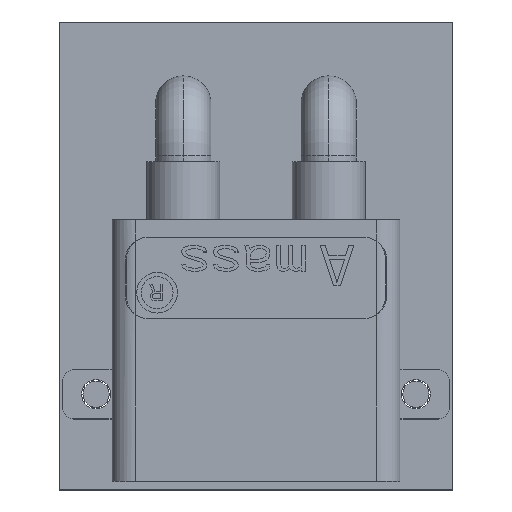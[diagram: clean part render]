
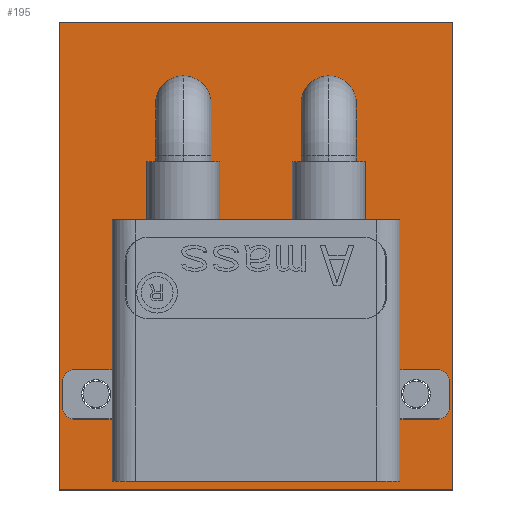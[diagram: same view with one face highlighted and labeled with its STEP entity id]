
A CAD part, top view. The second image highlights one B-rep face of the part: STEP entity #195.
In plain terms, the highlighted planar face has unit normal (0, 0, 1).
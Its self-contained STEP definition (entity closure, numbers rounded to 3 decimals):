
#39 = VERTEX_POINT('',#40);
#40 = CARTESIAN_POINT('',(-509.05,125.937,1.6
    ));
#46 = EDGE_CURVE('',#39,#47,#49,.T.);
#47 = VERTEX_POINT('',#48);
#48 = CARTESIAN_POINT('',(-495.522,125.937,1.6
    ));
#49 = LINE('',#50,#51);
#50 = CARTESIAN_POINT('',(-509.05,125.937,1.6
    ));
#51 = VECTOR('',#52,1.);
#52 = DIRECTION('',(1.,0.,0.));
#79 = VERTEX_POINT('',#80);
#80 = CARTESIAN_POINT('',(-509.05,109.846,1.6
    ));
#86 = EDGE_CURVE('',#79,#39,#87,.T.);
#87 = LINE('',#88,#89);
#88 = CARTESIAN_POINT('',(-509.05,109.846,1.6
    ));
#89 = VECTOR('',#90,1.);
#90 = DIRECTION('',(0.,1.,0.));
#108 = EDGE_CURVE('',#47,#109,#111,.T.);
#109 = VERTEX_POINT('',#110);
#110 = CARTESIAN_POINT('',(-495.522,109.846,
    1.6));
#111 = LINE('',#112,#113);
#112 = CARTESIAN_POINT('',(-495.522,125.937,
    1.6));
#113 = VECTOR('',#114,1.);
#114 = DIRECTION('',(0.,-1.,0.));
#195 = ADVANCED_FACE('',(#196,#207,#218,#229,#240),#251,.F.);
#196 = FACE_BOUND('',#197,.F.);
#197 = EDGE_LOOP('',(#198,#199,#200,#206));
#198 = ORIENTED_EDGE('',*,*,#46,.T.);
#199 = ORIENTED_EDGE('',*,*,#108,.T.);
#200 = ORIENTED_EDGE('',*,*,#201,.T.);
#201 = EDGE_CURVE('',#109,#79,#202,.T.);
#202 = LINE('',#203,#204);
#203 = CARTESIAN_POINT('',(-495.522,109.846,
    1.6));
#204 = VECTOR('',#205,1.);
#205 = DIRECTION('',(-1.,0.,0.));
#206 = ORIENTED_EDGE('',*,*,#86,.T.);
#207 = FACE_BOUND('',#208,.F.);
#208 = EDGE_LOOP('',(#209));
#209 = ORIENTED_EDGE('',*,*,#210,.T.);
#210 = EDGE_CURVE('',#211,#211,#213,.T.);
#211 = VERTEX_POINT('',#212);
#212 = CARTESIAN_POINT('',(-496.236,113.11,
    1.6));
#213 = CIRCLE('',#214,0.55);
#214 = AXIS2_PLACEMENT_3D('',#215,#216,#217);
#215 = CARTESIAN_POINT('',(-496.786,113.11,
    1.6));
#216 = DIRECTION('',(0.,0.,1.));
#217 = DIRECTION('',(1.,0.,-0.));
#218 = FACE_BOUND('',#219,.F.);
#219 = EDGE_LOOP('',(#220));
#220 = ORIENTED_EDGE('',*,*,#221,.T.);
#221 = EDGE_CURVE('',#222,#222,#224,.T.);
#222 = VERTEX_POINT('',#223);
#223 = CARTESIAN_POINT('',(-507.236,113.11,
    1.6));
#224 = CIRCLE('',#225,0.55);
#225 = AXIS2_PLACEMENT_3D('',#226,#227,#228);
#226 = CARTESIAN_POINT('',(-507.786,113.11,
    1.6));
#227 = DIRECTION('',(0.,0.,1.));
#228 = DIRECTION('',(1.,0.,-0.));
#229 = FACE_BOUND('',#230,.F.);
#230 = EDGE_LOOP('',(#231));
#231 = ORIENTED_EDGE('',*,*,#232,.T.);
#232 = EDGE_CURVE('',#233,#233,#235,.T.);
#233 = VERTEX_POINT('',#234);
#234 = CARTESIAN_POINT('',(-498.886,123.11,
    1.6));
#235 = CIRCLE('',#236,0.9);
#236 = AXIS2_PLACEMENT_3D('',#237,#238,#239);
#237 = CARTESIAN_POINT('',(-499.786,123.11,
    1.6));
#238 = DIRECTION('',(0.,0.,1.));
#239 = DIRECTION('',(1.,0.,-0.));
#240 = FACE_BOUND('',#241,.F.);
#241 = EDGE_LOOP('',(#242));
#242 = ORIENTED_EDGE('',*,*,#243,.T.);
#243 = EDGE_CURVE('',#244,#244,#246,.T.);
#244 = VERTEX_POINT('',#245);
#245 = CARTESIAN_POINT('',(-503.886,123.11,
    1.6));
#246 = CIRCLE('',#247,0.9);
#247 = AXIS2_PLACEMENT_3D('',#248,#249,#250);
#248 = CARTESIAN_POINT('',(-504.786,123.11,
    1.6));
#249 = DIRECTION('',(0.,0.,1.));
#250 = DIRECTION('',(1.,0.,-0.));
#251 = PLANE('',#252);
#252 = AXIS2_PLACEMENT_3D('',#253,#254,#255);
#253 = CARTESIAN_POINT('',(-502.286,117.891,
    1.6));
#254 = DIRECTION('',(-0.,-0.,-1.));
#255 = DIRECTION('',(-1.,0.,0.));
